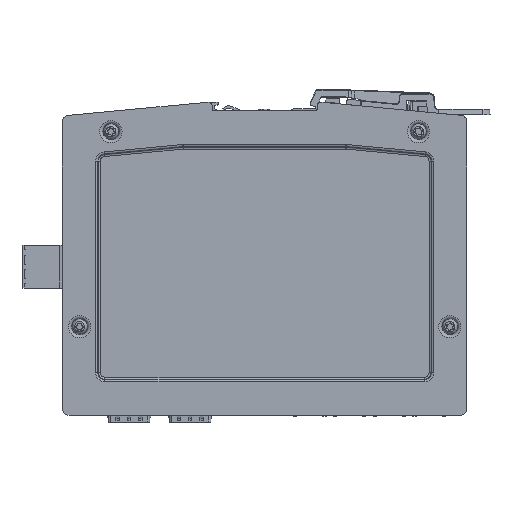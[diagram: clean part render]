
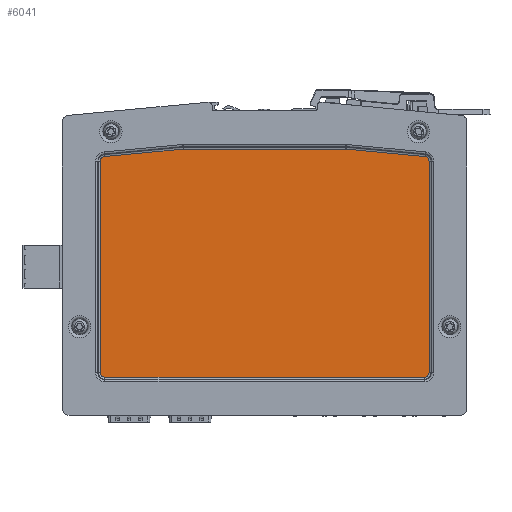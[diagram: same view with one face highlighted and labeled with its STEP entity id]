
A CAD part, top view. The second image highlights one B-rep face of the part: STEP entity #6041.
In plain terms, the highlighted planar face has unit normal (0, 0, 1).
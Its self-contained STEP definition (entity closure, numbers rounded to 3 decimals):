
#3888=CIRCLE('',#51592,1.586);
#3890=CIRCLE('',#51595,1.586);
#3895=CIRCLE('',#51603,1.586);
#3897=CIRCLE('',#51606,1.586);
#3902=CIRCLE('',#51614,1.586);
#3904=CIRCLE('',#51617,1.586);
#6041=ADVANCED_FACE('',(#9825),#7934,.T.);
#7934=PLANE('',#51626);
#9825=FACE_OUTER_BOUND('',#12685,.T.);
#12685=EDGE_LOOP('',(#23581,#23582,#23583,#23584,#23585,#23586,#23587,#23588,
#23589,#23590,#23591,#23592));
#23581=ORIENTED_EDGE('',*,*,#37828,.F.);
#23582=ORIENTED_EDGE('',*,*,#37832,.F.);
#23583=ORIENTED_EDGE('',*,*,#37837,.F.);
#23584=ORIENTED_EDGE('',*,*,#37842,.F.);
#23585=ORIENTED_EDGE('',*,*,#37847,.F.);
#23586=ORIENTED_EDGE('',*,*,#37852,.F.);
#23587=ORIENTED_EDGE('',*,*,#37854,.F.);
#23588=ORIENTED_EDGE('',*,*,#37850,.F.);
#23589=ORIENTED_EDGE('',*,*,#37845,.F.);
#23590=ORIENTED_EDGE('',*,*,#37840,.F.);
#23591=ORIENTED_EDGE('',*,*,#37835,.F.);
#23592=ORIENTED_EDGE('',*,*,#37830,.F.);
#31544=VERTEX_POINT('',#92028);
#31545=VERTEX_POINT('',#92030);
#31546=VERTEX_POINT('',#92034);
#31548=VERTEX_POINT('',#92039);
#31549=VERTEX_POINT('',#92044);
#31551=VERTEX_POINT('',#92049);
#31552=VERTEX_POINT('',#92054);
#31554=VERTEX_POINT('',#92059);
#31555=VERTEX_POINT('',#92064);
#31557=VERTEX_POINT('',#92069);
#31558=VERTEX_POINT('',#92074);
#31560=VERTEX_POINT('',#92079);
#37828=EDGE_CURVE('',#31545,#31544,#43027,.T.);
#37830=EDGE_CURVE('',#31544,#31546,#3888,.T.);
#37832=EDGE_CURVE('',#31548,#31545,#3890,.T.);
#37835=EDGE_CURVE('',#31546,#31549,#43028,.T.);
#37837=EDGE_CURVE('',#31551,#31548,#43029,.T.);
#37840=EDGE_CURVE('',#31549,#31552,#3895,.T.);
#37842=EDGE_CURVE('',#31554,#31551,#3897,.T.);
#37845=EDGE_CURVE('',#31552,#31555,#43031,.T.);
#37847=EDGE_CURVE('',#31557,#31554,#43032,.T.);
#37850=EDGE_CURVE('',#31555,#31558,#3902,.T.);
#37852=EDGE_CURVE('',#31560,#31557,#3904,.T.);
#37854=EDGE_CURVE('',#31558,#31560,#43034,.T.);
#43027=LINE('',#92031,#47607);
#43028=LINE('',#92045,#47608);
#43029=LINE('',#92050,#47609);
#43031=LINE('',#92065,#47611);
#43032=LINE('',#92070,#47612);
#43034=LINE('',#92083,#47614);
#47607=VECTOR('',#62019,1.);
#47608=VECTOR('',#62038,1.);
#47609=VECTOR('',#62043,1.);
#47611=VECTOR('',#62063,1.);
#47612=VECTOR('',#62068,1.);
#47614=VECTOR('',#62086,1.);
#51592=AXIS2_PLACEMENT_3D('',#92035,#62024,#62025);
#51595=AXIS2_PLACEMENT_3D('',#92040,#62030,#62031);
#51603=AXIS2_PLACEMENT_3D('',#92055,#62049,#62050);
#51606=AXIS2_PLACEMENT_3D('',#92060,#62055,#62056);
#51614=AXIS2_PLACEMENT_3D('',#92075,#62074,#62075);
#51617=AXIS2_PLACEMENT_3D('',#92080,#62080,#62081);
#51626=AXIS2_PLACEMENT_3D('',#92096,#62105,#62106);
#62019=DIRECTION('',(0.,-1.,0.));
#62024=DIRECTION('',(0.,0.,-1.));
#62025=DIRECTION('',(0.707,-0.707,0.));
#62030=DIRECTION('',(0.,0.,-1.));
#62031=DIRECTION('',(0.74,0.673,0.));
#62038=DIRECTION('',(-1.,0.,0.));
#62043=DIRECTION('',(0.996,-0.094,0.));
#62049=DIRECTION('',(0.,0.,-1.));
#62050=DIRECTION('',(-0.707,-0.707,0.));
#62055=DIRECTION('',(0.,0.,-1.));
#62056=DIRECTION('',(0.047,0.999,0.));
#62063=DIRECTION('',(0.,1.,0.));
#62068=DIRECTION('',(1.,0.,0.));
#62074=DIRECTION('',(0.,0.,-1.));
#62075=DIRECTION('',(-0.74,0.673,0.));
#62080=DIRECTION('',(0.,0.,-1.));
#62081=DIRECTION('',(-0.047,0.999,0.));
#62086=DIRECTION('',(0.996,0.094,0.));
#62105=DIRECTION('',(0.,0.,1.));
#62106=DIRECTION('',(1.,0.,0.));
#92028=CARTESIAN_POINT('',(57.686,-38.1,23.2));
#92030=CARTESIAN_POINT('',(57.686,36.188,23.2));
#92031=CARTESIAN_POINT('',(57.686,36.188,23.2));
#92034=CARTESIAN_POINT('',(56.1,-39.686,23.2));
#92035=CARTESIAN_POINT('',(56.1,-38.1,23.2));
#92039=CARTESIAN_POINT('',(56.249,37.767,23.2));
#92040=CARTESIAN_POINT('',(56.1,36.188,23.2));
#92044=CARTESIAN_POINT('',(-56.1,-39.686,23.2));
#92045=CARTESIAN_POINT('',(56.1,-39.686,23.2));
#92049=CARTESIAN_POINT('',(28.62,40.379,23.2));
#92050=CARTESIAN_POINT('',(28.62,40.379,23.2));
#92054=CARTESIAN_POINT('',(-57.686,-38.1,23.2));
#92055=CARTESIAN_POINT('',(-56.1,-38.1,23.2));
#92059=CARTESIAN_POINT('',(28.47,40.386,23.2));
#92060=CARTESIAN_POINT('',(28.47,38.8,23.2));
#92064=CARTESIAN_POINT('',(-57.686,36.188,23.2));
#92065=CARTESIAN_POINT('',(-57.686,-38.1,23.2));
#92069=CARTESIAN_POINT('',(-28.47,40.386,23.2));
#92070=CARTESIAN_POINT('',(-28.47,40.386,23.2));
#92074=CARTESIAN_POINT('',(-56.249,37.767,23.2));
#92075=CARTESIAN_POINT('',(-56.1,36.188,23.2));
#92079=CARTESIAN_POINT('',(-28.62,40.379,23.2));
#92080=CARTESIAN_POINT('',(-28.47,38.8,23.2));
#92083=CARTESIAN_POINT('',(-56.249,37.767,23.2));
#92096=CARTESIAN_POINT('',(0.,-0.396,23.2));
